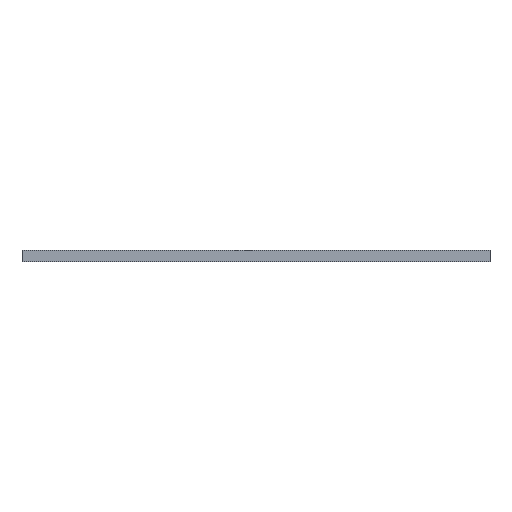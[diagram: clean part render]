
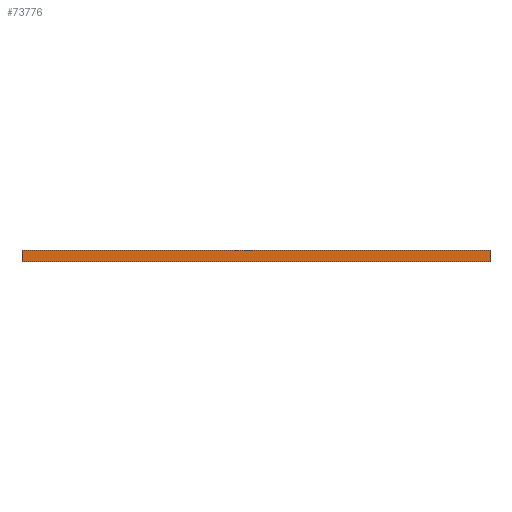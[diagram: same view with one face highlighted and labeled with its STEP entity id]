
A CAD part, front view. The second image highlights one B-rep face of the part: STEP entity #73776.
In plain terms, the highlighted planar face has unit normal (0, -1, 0).
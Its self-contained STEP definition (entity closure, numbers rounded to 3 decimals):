
#73776 = ADVANCED_FACE('',(#73777),#73811,.T.);
#73777 = FACE_BOUND('',#73778,.T.);
#73778 = EDGE_LOOP('',(#73779,#73789,#73797,#73805));
#73779 = ORIENTED_EDGE('',*,*,#73780,.T.);
#73780 = EDGE_CURVE('',#73781,#73783,#73785,.T.);
#73781 = VERTEX_POINT('',#73782);
#73782 = CARTESIAN_POINT('',(183.92,-116.97,0.));
#73783 = VERTEX_POINT('',#73784);
#73784 = CARTESIAN_POINT('',(183.92,-116.97,1.6));
#73785 = LINE('',#73786,#73787);
#73786 = CARTESIAN_POINT('',(183.92,-116.97,0.));
#73787 = VECTOR('',#73788,1.);
#73788 = DIRECTION('',(0.,0.,1.));
#73789 = ORIENTED_EDGE('',*,*,#73790,.T.);
#73790 = EDGE_CURVE('',#73783,#73791,#73793,.T.);
#73791 = VERTEX_POINT('',#73792);
#73792 = CARTESIAN_POINT('',(116.1,-116.97,1.6));
#73793 = LINE('',#73794,#73795);
#73794 = CARTESIAN_POINT('',(183.92,-116.97,1.6));
#73795 = VECTOR('',#73796,1.);
#73796 = DIRECTION('',(-1.,0.,0.));
#73797 = ORIENTED_EDGE('',*,*,#73798,.F.);
#73798 = EDGE_CURVE('',#73799,#73791,#73801,.T.);
#73799 = VERTEX_POINT('',#73800);
#73800 = CARTESIAN_POINT('',(116.1,-116.97,0.));
#73801 = LINE('',#73802,#73803);
#73802 = CARTESIAN_POINT('',(116.1,-116.97,0.));
#73803 = VECTOR('',#73804,1.);
#73804 = DIRECTION('',(0.,0.,1.));
#73805 = ORIENTED_EDGE('',*,*,#73806,.F.);
#73806 = EDGE_CURVE('',#73781,#73799,#73807,.T.);
#73807 = LINE('',#73808,#73809);
#73808 = CARTESIAN_POINT('',(183.92,-116.97,0.));
#73809 = VECTOR('',#73810,1.);
#73810 = DIRECTION('',(-1.,0.,0.));
#73811 = PLANE('',#73812);
#73812 = AXIS2_PLACEMENT_3D('',#73813,#73814,#73815);
#73813 = CARTESIAN_POINT('',(183.92,-116.97,0.));
#73814 = DIRECTION('',(0.,-1.,0.));
#73815 = DIRECTION('',(-1.,0.,0.));
